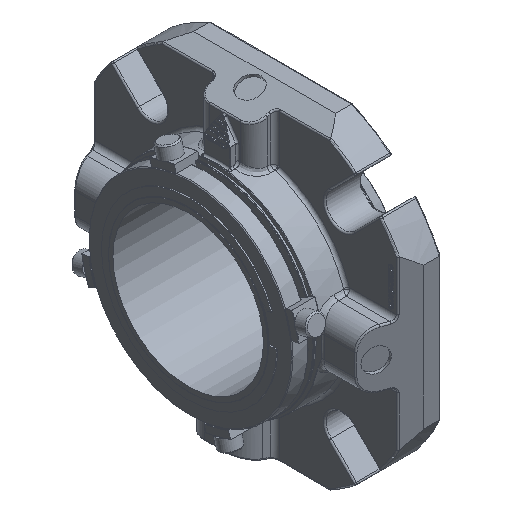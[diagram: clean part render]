
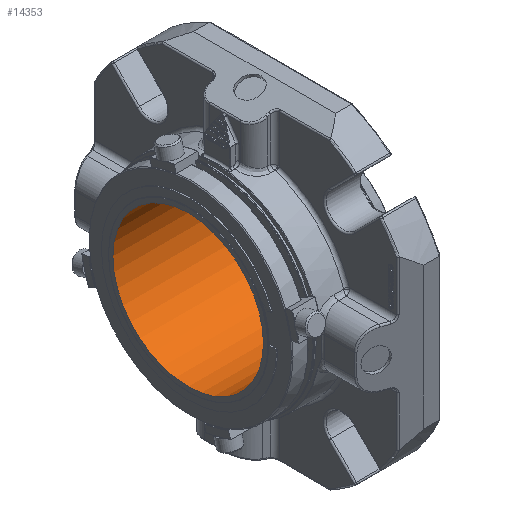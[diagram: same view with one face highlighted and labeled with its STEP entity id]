
A CAD part, isometric view. The second image highlights one B-rep face of the part: STEP entity #14353.
In plain terms, the highlighted cylindrical face has radius 49.212 mm (diameter 98.425 mm), a full revolution.
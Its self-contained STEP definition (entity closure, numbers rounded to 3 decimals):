
#3157=ORIENTED_EDGE('',*,*,#7669,.T.);
#3158=ORIENTED_EDGE('',*,*,#7670,.T.);
#7669=EDGE_CURVE('',#9925,#9925,#11345,.T.);
#7670=EDGE_CURVE('',#9926,#9926,#11346,.T.);
#9925=VERTEX_POINT('',#20508);
#9926=VERTEX_POINT('',#20510);
#11345=CIRCLE('',#15290,49.213);
#11346=CIRCLE('',#15291,49.213);
#12045=EDGE_LOOP('',(#3157));
#12046=EDGE_LOOP('',(#3158));
#13063=FACE_BOUND('',#12045,.T.);
#13064=FACE_BOUND('',#12046,.T.);
#14081=CYLINDRICAL_SURFACE('',#15289,49.213);
#14353=ADVANCED_FACE('',(#13063,#13064),#14081,.F.);
#15289=AXIS2_PLACEMENT_3D('',#20506,#16719,#16720);
#15290=AXIS2_PLACEMENT_3D('',#20507,#16721,#16722);
#15291=AXIS2_PLACEMENT_3D('',#20509,#16723,#16724);
#16719=DIRECTION('',(-1.,0.,0.));
#16720=DIRECTION('',(0.,-1.,0.));
#16721=DIRECTION('',(1.,0.,0.));
#16722=DIRECTION('',(0.,0.,-1.));
#16723=DIRECTION('',(-1.,0.,0.));
#16724=DIRECTION('',(0.,0.,1.));
#20506=CARTESIAN_POINT('',(177.965,0.,0.));
#20507=CARTESIAN_POINT('',(10.998,0.,0.));
#20508=CARTESIAN_POINT('',(10.998,0.,-49.213));
#20509=CARTESIAN_POINT('',(-72.466,0.,0.));
#20510=CARTESIAN_POINT('',(-72.466,0.,49.213));
